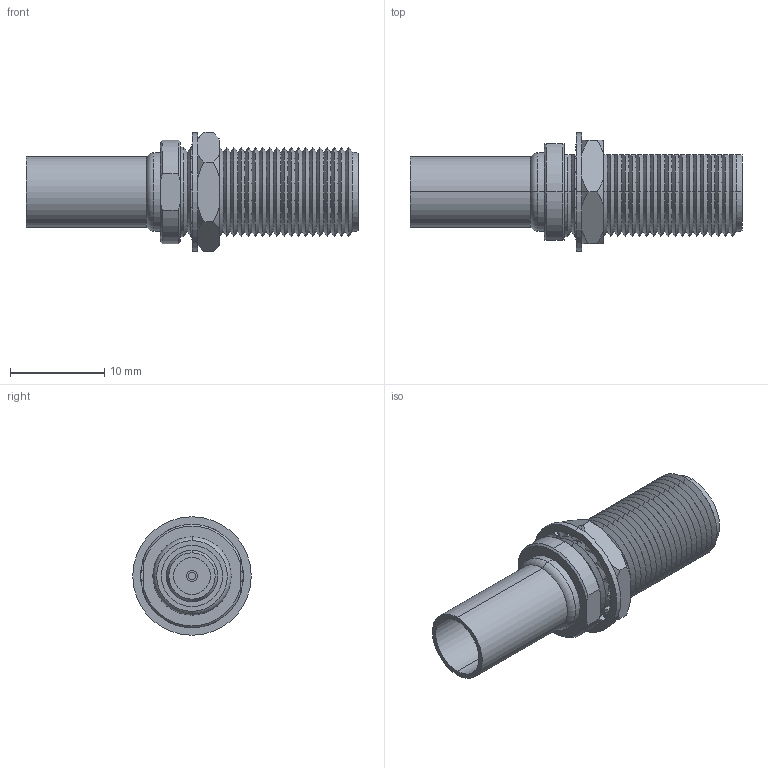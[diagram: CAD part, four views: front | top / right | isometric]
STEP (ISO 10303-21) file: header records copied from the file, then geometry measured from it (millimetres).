
FILE_DESCRIPTION (( 'STEP AP203' ), '1' );
FILE_NAME ('BAC520.STEP', '2012-12-14T15:41:06', ( 'x' ), ( '' ), 'SwSTEP 2.0', 'SolidWorks 2012', '' );
FILE_SCHEMA (( 'CONFIG_CONTROL_DESIGN' ));
Length unit declared in the file: inch
Products named in the file (8): BAC520; BAC520-MA5; BAC520-MA1; BAC520-MA3; BAC520-MA7___; BAC520-MA6; BAC520-MA4; BAC520-MA2
Assembly tree (22 placements, depth 3):
  BAC520
    BAC520-MA2
    BAC520-MA4
    BAC520-MA3
      BAC520-MA6
      BAC520-MA7___  x16
    BAC520-MA1
    BAC520-MA5
Bounding box: 35.3 x 12.6 x 12.7 mm (x, y, z)
Volume: 1706.6 mm3; surface area: 2451.3 mm2
Topology: 21 solids, 21 shells, 392 faces, 828 edges, 483 vertices
Faces by surface type: cone 168, plane 90, cylinder 66, bspline 64, torus 4
Entity records: 8513 total; most frequent: CARTESIAN_POINT 1817, DIRECTION 1183, ORIENTED_EDGE 1116, EDGE_CURVE 558, AXIS2_PLACEMENT_3D 507, VERTEX_POINT 333, EDGE_LOOP 257, CIRCLE 243
